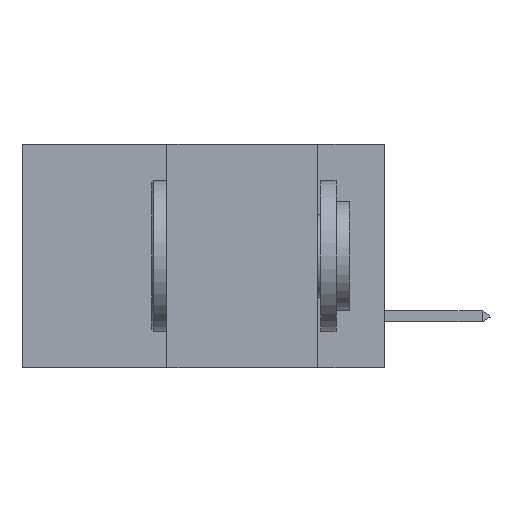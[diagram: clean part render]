
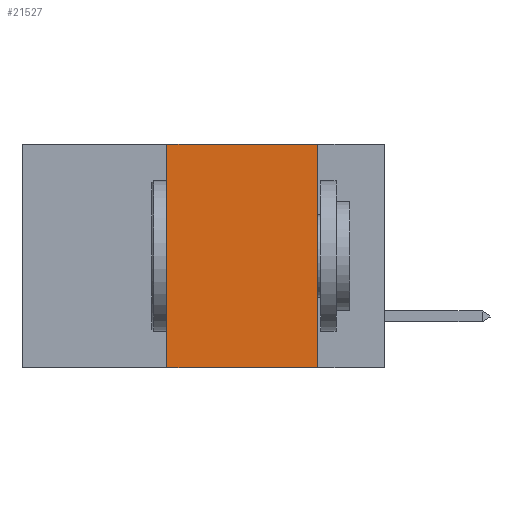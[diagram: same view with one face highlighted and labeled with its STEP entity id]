
A CAD part, left-side view. The second image highlights one B-rep face of the part: STEP entity #21527.
In plain terms, the highlighted planar face has unit normal (-1, 0, 0).
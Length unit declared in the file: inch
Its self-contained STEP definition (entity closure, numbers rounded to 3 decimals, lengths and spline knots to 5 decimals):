
#656 = CARTESIAN_POINT ( 'NONE',  ( 0., 0.6, 0. ) ) ;
#855 = DIRECTION ( 'NONE',  ( 0., 0., 1. ) ) ;
#4670 = LINE ( 'NONE', #26053, #24100 ) ;
#5220 = LINE ( 'NONE', #34892, #27478 ) ;
#6173 = VECTOR ( 'NONE', #17523, 39.37008 ) ;
#7737 = VECTOR ( 'NONE', #35802, 39.37008 ) ;
#9517 = CARTESIAN_POINT ( 'NONE',  ( 0., 0.11, -0.37 ) ) ;
#12872 = EDGE_CURVE ( 'NONE', #19280, #37512, #5220, .T. ) ;
#14186 = CARTESIAN_POINT ( 'NONE',  ( 0., 0.36, 0. ) ) ;
#16068 = LINE ( 'NONE', #35720, #6173 ) ;
#17523 = DIRECTION ( 'NONE',  ( 0., -1., 0. ) ) ;
#17890 = ORIENTED_EDGE ( 'NONE', *, *, #35189, .F. ) ;
#19280 = VERTEX_POINT ( 'NONE', #34938 ) ;
#21071 = AXIS2_PLACEMENT_3D ( 'NONE', #656, #24580, #22973 ) ;
#21527 = ADVANCED_FACE ( 'NONE', ( #29958 ), #32146, .F. ) ;
#22973 = DIRECTION ( 'NONE',  ( 0., 0., -1. ) ) ;
#23338 = CARTESIAN_POINT ( 'NONE',  ( 0., 0.11, 0. ) ) ;
#23999 = VERTEX_POINT ( 'NONE', #28407 ) ;
#24100 = VECTOR ( 'NONE', #35059, 39.37008 ) ;
#24580 = DIRECTION ( 'NONE',  ( 1., 0., 0. ) ) ;
#24587 = ORIENTED_EDGE ( 'NONE', *, *, #12872, .F. ) ;
#26053 = CARTESIAN_POINT ( 'NONE',  ( 0., 0.6, 0. ) ) ;
#27478 = VECTOR ( 'NONE', #855, 39.37008 ) ;
#27636 = VERTEX_POINT ( 'NONE', #9517 ) ;
#28407 = CARTESIAN_POINT ( 'NONE',  ( 0., 0.11, 0. ) ) ;
#28521 = ORIENTED_EDGE ( 'NONE', *, *, #32057, .T. ) ;
#29958 = FACE_OUTER_BOUND ( 'NONE', #38961, .T. ) ;
#30414 = ORIENTED_EDGE ( 'NONE', *, *, #38821, .F. ) ;
#32057 = EDGE_CURVE ( 'NONE', #19280, #27636, #16068, .T. ) ;
#32146 = PLANE ( 'NONE',  #21071 ) ;
#34892 = CARTESIAN_POINT ( 'NONE',  ( 0., 0.36, 0. ) ) ;
#34938 = CARTESIAN_POINT ( 'NONE',  ( 0., 0.36, -0.37 ) ) ;
#35059 = DIRECTION ( 'NONE',  ( 0., -1., 0. ) ) ;
#35189 = EDGE_CURVE ( 'NONE', #23999, #27636, #37664, .T. ) ;
#35720 = CARTESIAN_POINT ( 'NONE',  ( 0., 0.6, -0.37 ) ) ;
#35802 = DIRECTION ( 'NONE',  ( 0., 0., -1. ) ) ;
#37512 = VERTEX_POINT ( 'NONE', #14186 ) ;
#37664 = LINE ( 'NONE', #23338, #7737 ) ;
#38821 = EDGE_CURVE ( 'NONE', #37512, #23999, #4670, .T. ) ;
#38961 = EDGE_LOOP ( 'NONE', ( #17890, #30414, #24587, #28521 ) ) ;
